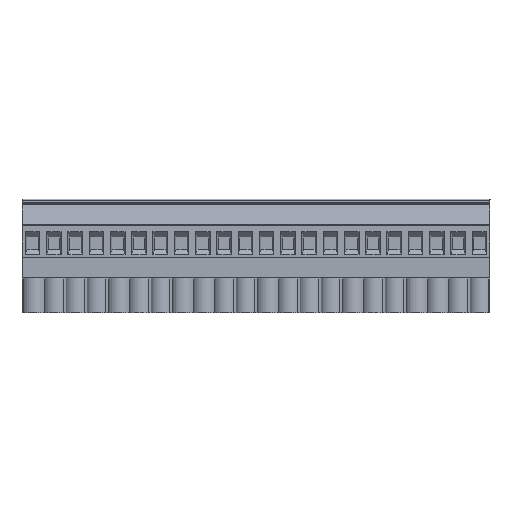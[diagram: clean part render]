
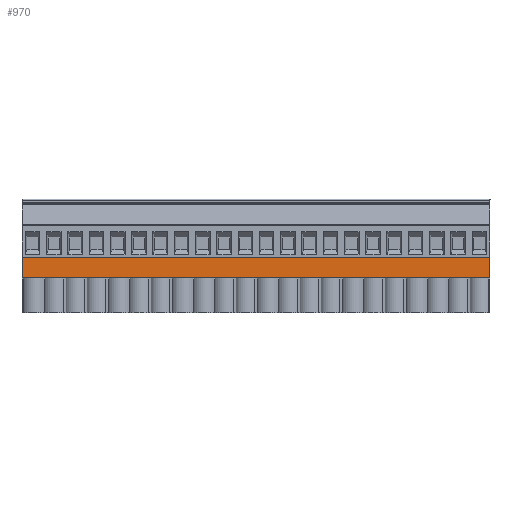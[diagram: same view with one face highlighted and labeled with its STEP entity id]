
A CAD part, top view. The second image highlights one B-rep face of the part: STEP entity #970.
In plain terms, the highlighted planar face has unit normal (0, 0, 1).
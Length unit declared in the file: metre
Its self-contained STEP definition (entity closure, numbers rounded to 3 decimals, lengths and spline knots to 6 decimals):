
#970=ADVANCED_FACE('',(#2471),#2472,.F.);
#2471=FACE_OUTER_BOUND('',#4468,.T.);
#2472=PLANE('',#4469);
#4468=EDGE_LOOP('',(#7527,#7528,#7529,#7530));
#4469=AXIS2_PLACEMENT_3D('',#7531,#7532,#7533);
#7527=ORIENTED_EDGE('',*,*,#11676,.T.);
#7528=ORIENTED_EDGE('',*,*,#12241,.T.);
#7529=ORIENTED_EDGE('',*,*,#12242,.F.);
#7530=ORIENTED_EDGE('',*,*,#11814,.F.);
#7531=CARTESIAN_POINT('',(-0.00508,0.004997,0.));
#7532=DIRECTION('',(0.,0.,-1.0));
#7533=DIRECTION('',(0.0,-1.0,0.));
#11676=EDGE_CURVE('',#14078,#14076,#14079,.T.);
#11814=EDGE_CURVE('',#14078,#14302,#14303,.T.);
#12241=EDGE_CURVE('',#14076,#14993,#14994,.T.);
#12242=EDGE_CURVE('',#14302,#14993,#14995,.T.);
#14076=VERTEX_POINT('',#17378);
#14078=VERTEX_POINT('',#17381);
#14079=LINE('',#17382,#17383);
#14302=VERTEX_POINT('',#17693);
#14303=LINE('',#17694,#17695);
#14993=VERTEX_POINT('',#18662);
#14994=LINE('',#18663,#18664);
#14995=LINE('',#18665,#18666);
#17378=CARTESIAN_POINT('',(0.11176,0.0,0.0));
#17381=CARTESIAN_POINT('',(0.0,0.,0.));
#17382=CARTESIAN_POINT('',(-0.00508,0.,0.));
#17383=VECTOR('',#21084,1.0);
#17693=CARTESIAN_POINT('',(0.0,0.005,0.));
#17694=CARTESIAN_POINT('',(0.0,0.004997,0.));
#17695=VECTOR('',#21242,1.0);
#18662=CARTESIAN_POINT('',(0.11176,0.005,0.0));
#18663=CARTESIAN_POINT('',(0.11176,0.004997,0.0));
#18664=VECTOR('',#21680,1.0);
#18665=CARTESIAN_POINT('',(-0.00508,0.005,0.));
#18666=VECTOR('',#21681,1.0);
#21084=DIRECTION('',(1.0,0.,0.));
#21242=DIRECTION('',(0.,1.0,0.));
#21680=DIRECTION('',(0.,1.0,0.));
#21681=DIRECTION('',(1.0,0.,0.));
